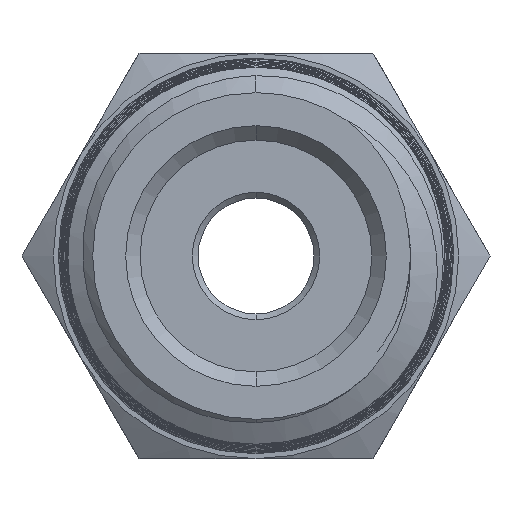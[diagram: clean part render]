
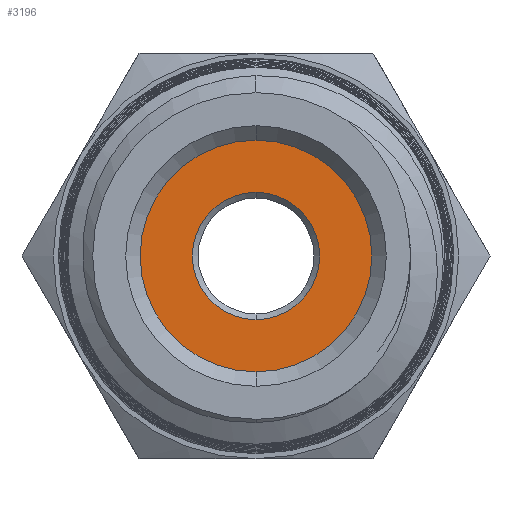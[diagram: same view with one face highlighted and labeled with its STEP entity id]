
A CAD part, front view. The second image highlights one B-rep face of the part: STEP entity #3196.
In plain terms, the highlighted planar face has unit normal (0, -1, 0).
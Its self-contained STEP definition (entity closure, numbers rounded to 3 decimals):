
#87 = EDGE_CURVE ( 'NONE', #1046, #4192, #469, .T. ) ;
#327 = EDGE_LOOP ( 'NONE', ( #6373, #5116 ) ) ;
#332 = VERTEX_POINT ( 'NONE', #1601 ) ;
#469 = CIRCLE ( 'NONE', #750, 4. ) ;
#750 = AXIS2_PLACEMENT_3D ( 'NONE', #2427, #2401, #2395 ) ;
#820 = VERTEX_POINT ( 'NONE', #1679 ) ;
#1046 = VERTEX_POINT ( 'NONE', #5309 ) ;
#1144 = AXIS2_PLACEMENT_3D ( 'NONE', #5780, #2503, #6313 ) ;
#1323 = CARTESIAN_POINT ( 'NONE',  ( 0., 15., 0. ) ) ;
#1488 = CIRCLE ( 'NONE', #4808, 4. ) ;
#1601 = CARTESIAN_POINT ( 'NONE',  ( 0., 15., -2.2 ) ) ;
#1679 = CARTESIAN_POINT ( 'NONE',  ( 0., 15., 2.2 ) ) ;
#1846 = ORIENTED_EDGE ( 'NONE', *, *, #3771, .T. ) ;
#1872 = DIRECTION ( 'NONE',  ( 0., 0., -1. ) ) ;
#1990 = CARTESIAN_POINT ( 'NONE',  ( 0., 15., 0. ) ) ;
#2395 = DIRECTION ( 'NONE',  ( 0., 0., -1. ) ) ;
#2401 = DIRECTION ( 'NONE',  ( 0., -1., 0. ) ) ;
#2427 = CARTESIAN_POINT ( 'NONE',  ( 0., 15., 0. ) ) ;
#2503 = DIRECTION ( 'NONE',  ( 0., 1., 0. ) ) ;
#2505 = EDGE_CURVE ( 'NONE', #4192, #1046, #1488, .T. ) ;
#2550 = DIRECTION ( 'NONE',  ( 0., 0., -1. ) ) ;
#2757 = CIRCLE ( 'NONE', #4266, 2.2 ) ;
#3196 = ADVANCED_FACE ( 'NONE', ( #4113, #6793 ), #6311, .T. ) ;
#3771 = EDGE_CURVE ( 'NONE', #332, #820, #2757, .T. ) ;
#4113 = FACE_BOUND ( 'NONE', #6448, .T. ) ;
#4192 = VERTEX_POINT ( 'NONE', #5474 ) ;
#4266 = AXIS2_PLACEMENT_3D ( 'NONE', #1323, #5167, #1872 ) ;
#4808 = AXIS2_PLACEMENT_3D ( 'NONE', #5921, #5331, #4910 ) ;
#4830 = CIRCLE ( 'NONE', #1144, 2.2 ) ;
#4910 = DIRECTION ( 'NONE',  ( 0., 0., -1. ) ) ;
#5116 = ORIENTED_EDGE ( 'NONE', *, *, #87, .T. ) ;
#5167 = DIRECTION ( 'NONE',  ( 0., 1., 0. ) ) ;
#5309 = CARTESIAN_POINT ( 'NONE',  ( 0., 15., 4. ) ) ;
#5331 = DIRECTION ( 'NONE',  ( 0., -1., 0. ) ) ;
#5474 = CARTESIAN_POINT ( 'NONE',  ( 0., 15., -4. ) ) ;
#5578 = EDGE_CURVE ( 'NONE', #820, #332, #4830, .T. ) ;
#5780 = CARTESIAN_POINT ( 'NONE',  ( 0., 15., 0. ) ) ;
#5818 = DIRECTION ( 'NONE',  ( 0., -1., 0. ) ) ;
#5921 = CARTESIAN_POINT ( 'NONE',  ( 0., 15., 0. ) ) ;
#6208 = ORIENTED_EDGE ( 'NONE', *, *, #5578, .T. ) ;
#6256 = AXIS2_PLACEMENT_3D ( 'NONE', #1990, #5818, #2550 ) ;
#6311 = PLANE ( 'NONE',  #6256 ) ;
#6313 = DIRECTION ( 'NONE',  ( 0., 0., -1. ) ) ;
#6373 = ORIENTED_EDGE ( 'NONE', *, *, #2505, .T. ) ;
#6448 = EDGE_LOOP ( 'NONE', ( #1846, #6208 ) ) ;
#6793 = FACE_OUTER_BOUND ( 'NONE', #327, .T. ) ;
